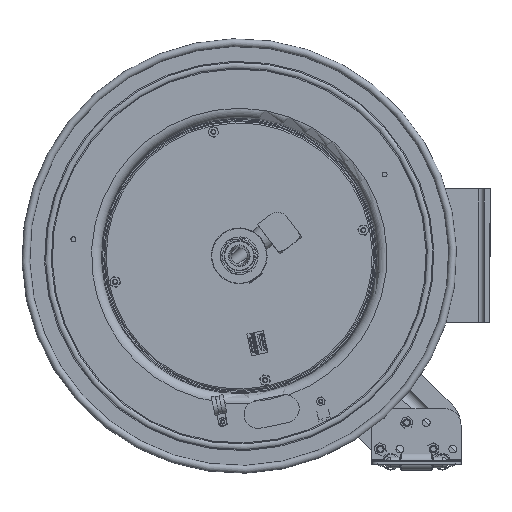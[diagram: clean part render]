
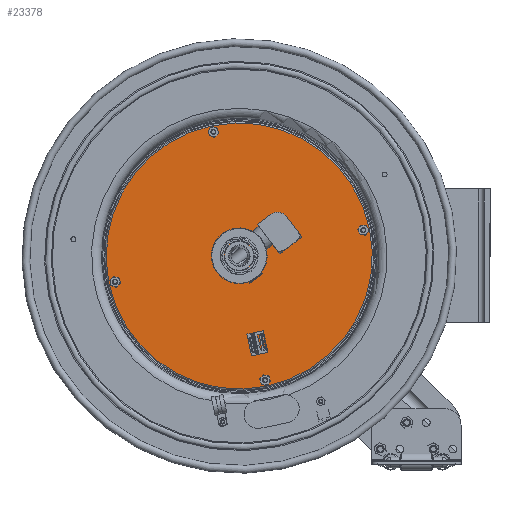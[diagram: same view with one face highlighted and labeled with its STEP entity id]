
A CAD part, left-side view. The second image highlights one B-rep face of the part: STEP entity #23378.
In plain terms, the highlighted planar face has unit normal (-1, 0, 0).
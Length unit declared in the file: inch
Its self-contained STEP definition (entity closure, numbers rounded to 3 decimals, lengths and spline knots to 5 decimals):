
#6705=FACE_BOUND('',#7939,.T.);
#6706=FACE_BOUND('',#7940,.T.);
#6707=FACE_BOUND('',#7941,.T.);
#6708=FACE_BOUND('',#7942,.T.);
#6709=FACE_BOUND('',#7943,.T.);
#7173=FACE_OUTER_BOUND('',#7938,.T.);
#7938=EDGE_LOOP('',(#21399));
#7939=EDGE_LOOP('',(#21400));
#7940=EDGE_LOOP('',(#21401));
#7941=EDGE_LOOP('',(#21402));
#7942=EDGE_LOOP('',(#21403));
#7943=EDGE_LOOP('',(#21404));
#8703=CIRCLE('',#24668,5.97);
#8705=CIRCLE('',#24672,0.14);
#8706=CIRCLE('',#24673,0.14);
#8707=CIRCLE('',#24674,0.14);
#8708=CIRCLE('',#24675,0.14);
#8709=CIRCLE('',#24676,0.655);
#12059=VERTEX_POINT('',#39856);
#12061=VERTEX_POINT('',#39862);
#12062=VERTEX_POINT('',#39864);
#12063=VERTEX_POINT('',#39866);
#12064=VERTEX_POINT('',#39868);
#12065=VERTEX_POINT('',#39870);
#16455=EDGE_CURVE('',#12059,#12059,#8703,.T.);
#16457=EDGE_CURVE('',#12061,#12061,#8705,.T.);
#16458=EDGE_CURVE('',#12062,#12062,#8706,.T.);
#16459=EDGE_CURVE('',#12063,#12063,#8707,.T.);
#16460=EDGE_CURVE('',#12064,#12064,#8708,.T.);
#16461=EDGE_CURVE('',#12065,#12065,#8709,.T.);
#21399=ORIENTED_EDGE('',*,*,#16455,.F.);
#21400=ORIENTED_EDGE('',*,*,#16457,.T.);
#21401=ORIENTED_EDGE('',*,*,#16458,.T.);
#21402=ORIENTED_EDGE('',*,*,#16459,.T.);
#21403=ORIENTED_EDGE('',*,*,#16460,.T.);
#21404=ORIENTED_EDGE('',*,*,#16461,.T.);
#22506=PLANE('',#24671);
#23378=ADVANCED_FACE('',(#7173,#6705,#6706,#6707,#6708,#6709),#22506,.T.);
#24668=AXIS2_PLACEMENT_3D('',#39857,#28844,#28845);
#24671=AXIS2_PLACEMENT_3D('',#39861,#28850,#28851);
#24672=AXIS2_PLACEMENT_3D('',#39863,#28852,#28853);
#24673=AXIS2_PLACEMENT_3D('',#39865,#28854,#28855);
#24674=AXIS2_PLACEMENT_3D('',#39867,#28856,#28857);
#24675=AXIS2_PLACEMENT_3D('',#39869,#28858,#28859);
#24676=AXIS2_PLACEMENT_3D('',#39871,#28860,#28861);
#28844=DIRECTION('center_axis',(1.,0.,0.));
#28845=DIRECTION('ref_axis',(0.,-0.204,-0.979));
#28850=DIRECTION('center_axis',(-1.,0.,0.));
#28851=DIRECTION('ref_axis',(0.,-0.204,-0.979));
#28852=DIRECTION('center_axis',(1.,0.,0.));
#28853=DIRECTION('ref_axis',(0.,-0.204,-0.979));
#28854=DIRECTION('center_axis',(1.,0.,0.));
#28855=DIRECTION('ref_axis',(0.,-0.204,-0.979));
#28856=DIRECTION('center_axis',(1.,0.,0.));
#28857=DIRECTION('ref_axis',(0.,-0.204,-0.979));
#28858=DIRECTION('center_axis',(1.,0.,0.));
#28859=DIRECTION('ref_axis',(0.,-0.204,-0.979));
#28860=DIRECTION('center_axis',(1.,0.,0.));
#28861=DIRECTION('ref_axis',(0.,0.204,0.979));
#39856=CARTESIAN_POINT('',(-4.8367,12.46949,5.83569));
#39857=CARTESIAN_POINT('Origin',(-4.8367,11.25139,-0.00872));
#39861=CARTESIAN_POINT('Origin',(-4.8367,11.25139,-0.00872));
#39862=CARTESIAN_POINT('',(-4.8367,16.79068,-1.30623));
#39863=CARTESIAN_POINT('Origin',(-4.8367,16.81924,-1.16918));
#39864=CARTESIAN_POINT('',(-4.8367,5.65497,1.01468));
#39865=CARTESIAN_POINT('Origin',(-4.8367,5.68354,1.15174));
#39866=CARTESIAN_POINT('',(-4.8367,12.38328,5.42208));
#39867=CARTESIAN_POINT('Origin',(-4.8367,12.41185,5.55914));
#39868=CARTESIAN_POINT('',(-4.8367,10.06237,-5.71363));
#39869=CARTESIAN_POINT('Origin',(-4.8367,10.09093,-5.57657));
#39870=CARTESIAN_POINT('',(-4.8367,11.11775,-0.64994));
#39871=CARTESIAN_POINT('Origin',(-4.8367,11.25139,-0.00872));
